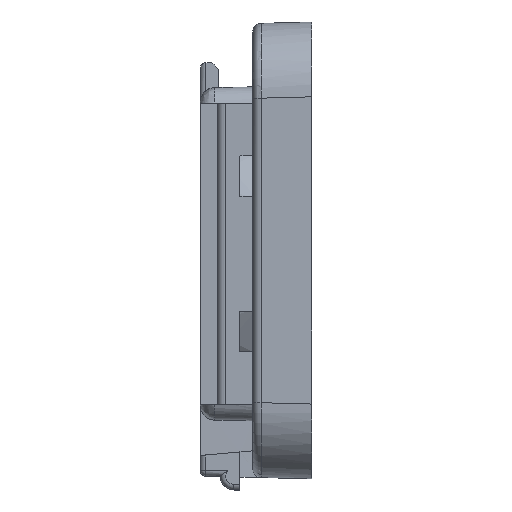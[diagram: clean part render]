
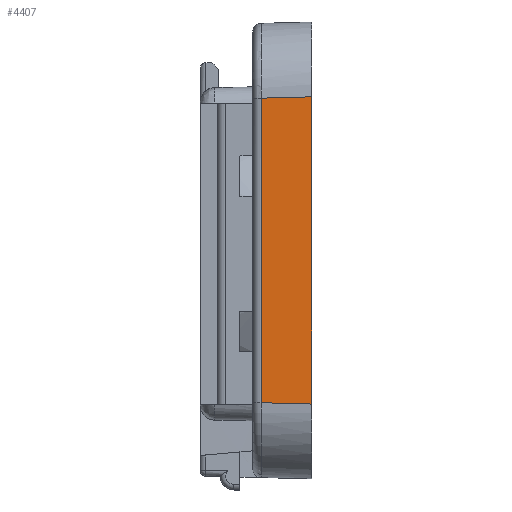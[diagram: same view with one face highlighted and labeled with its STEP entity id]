
A CAD part, left-side view. The second image highlights one B-rep face of the part: STEP entity #4407.
In plain terms, the highlighted planar face has unit normal (-1, 0.026, 0).
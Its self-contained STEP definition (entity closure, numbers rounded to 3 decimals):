
#153=PLANE('',#4796);
#464=FACE_OUTER_BOUND('',#703,.T.);
#703=EDGE_LOOP('',(#3745,#3746,#3747,#3748));
#877=LINE('',#6443,#1273);
#878=LINE('',#6524,#1274);
#1075=LINE('',#7508,#1471);
#1162=LINE('',#7853,#1558);
#1273=VECTOR('',#4991,1000.);
#1274=VECTOR('',#4998,1000.);
#1471=VECTOR('',#5535,1000.);
#1558=VECTOR('',#5794,1000.);
#1783=VERTEX_POINT('',#6440);
#1784=VERTEX_POINT('',#6442);
#1789=VERTEX_POINT('',#6490);
#1791=VERTEX_POINT('',#6523);
#2229=EDGE_CURVE('',#1783,#1784,#877,.T.);
#2236=EDGE_CURVE('',#1789,#1791,#878,.T.);
#2563=EDGE_CURVE('',#1791,#1783,#1075,.T.);
#2685=EDGE_CURVE('',#1789,#1784,#1162,.T.);
#3745=ORIENTED_EDGE('',*,*,#2236,.F.);
#3746=ORIENTED_EDGE('',*,*,#2685,.T.);
#3747=ORIENTED_EDGE('',*,*,#2229,.F.);
#3748=ORIENTED_EDGE('',*,*,#2563,.F.);
#4407=ADVANCED_FACE('',(#464),#153,.T.);
#4796=AXIS2_PLACEMENT_3D('',#7852,#5792,#5793);
#4991=DIRECTION('',(0.026,0.999,0.026));
#4998=DIRECTION('',(-0.026,-0.999,0.026));
#5535=DIRECTION('',(0.,0.,-1.));
#5792=DIRECTION('center_axis',(-1.,0.026,0.));
#5793=DIRECTION('ref_axis',(0.,0.,-1.));
#5794=DIRECTION('',(0.,0.,-1.));
#6440=CARTESIAN_POINT('',(-37.02,0.,-12.919));
#6442=CARTESIAN_POINT('',(-36.904,4.393,-12.804));
#6443=CARTESIAN_POINT('',(-37.02,0.,-12.919));
#6490=CARTESIAN_POINT('',(-36.904,4.393,13.774));
#6523=CARTESIAN_POINT('',(-37.02,0.,13.889));
#6524=CARTESIAN_POINT('',(-36.904,4.393,13.774));
#7508=CARTESIAN_POINT('',(-37.02,0.,13.889));
#7852=CARTESIAN_POINT('Origin',(-36.984,1.357,20.384));
#7853=CARTESIAN_POINT('',(-36.904,4.393,13.774));
